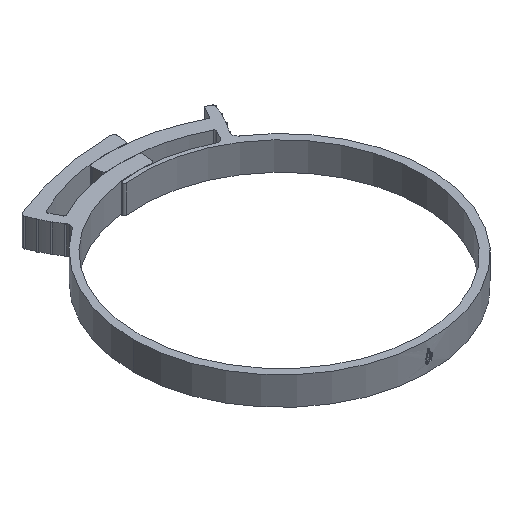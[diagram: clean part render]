
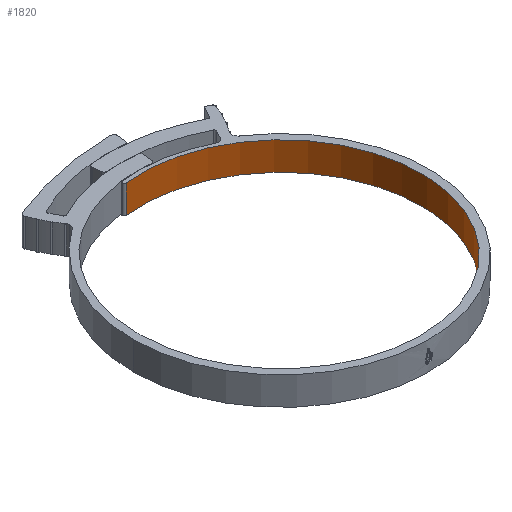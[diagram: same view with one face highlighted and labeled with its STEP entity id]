
A CAD part, isometric view. The second image highlights one B-rep face of the part: STEP entity #1820.
In plain terms, the highlighted cylindrical face has radius 47.3 mm (diameter 94.6 mm), a partial arc.
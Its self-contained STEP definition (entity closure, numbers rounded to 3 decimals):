
#508 = AXIS2_PLACEMENT_3D ( 'NONE', #2660, #1171, #775 ) ;
#519 = VECTOR ( 'NONE', #4893, 1000. ) ;
#775 = DIRECTION ( 'NONE',  ( -1., 0., 0. ) ) ;
#872 = CARTESIAN_POINT ( 'NONE',  ( -5.3, 47.002, 4.75 ) ) ;
#946 = AXIS2_PLACEMENT_3D ( 'NONE', #2273, #3739, #1826 ) ;
#971 = CYLINDRICAL_SURFACE ( 'NONE', #4034, 47.3 ) ;
#1006 = DIRECTION ( 'NONE',  ( 0., 0., -1. ) ) ;
#1171 = DIRECTION ( 'NONE',  ( 0., 0., -1. ) ) ;
#1511 = ORIENTED_EDGE ( 'NONE', *, *, #6104, .T. ) ;
#1820 = ADVANCED_FACE ( 'NONE', ( #4082 ), #971, .F. ) ;
#1826 = DIRECTION ( 'NONE',  ( -1., 0., 0. ) ) ;
#1999 = EDGE_LOOP ( 'NONE', ( #6415, #2712, #5077, #1511 ) ) ;
#2273 = CARTESIAN_POINT ( 'NONE',  ( 0., 0., 4.75 ) ) ;
#2367 = LINE ( 'NONE', #872, #519 ) ;
#2631 = CIRCLE ( 'NONE', #946, 47.3 ) ;
#2660 = CARTESIAN_POINT ( 'NONE',  ( 0., 0., -4.75 ) ) ;
#2679 = CARTESIAN_POINT ( 'NONE',  ( -47.3, 0., 4.75 ) ) ;
#2712 = ORIENTED_EDGE ( 'NONE', *, *, #4566, .F. ) ;
#2767 = CARTESIAN_POINT ( 'NONE',  ( -5.3, 47.002, -4.75 ) ) ;
#3127 = DIRECTION ( 'NONE',  ( -1., 0., 0. ) ) ;
#3149 = CARTESIAN_POINT ( 'NONE',  ( -47.3, 0., 4.75 ) ) ;
#3195 = LINE ( 'NONE', #2679, #4995 ) ;
#3585 = VERTEX_POINT ( 'NONE', #5012 ) ;
#3739 = DIRECTION ( 'NONE',  ( 0., 0., -1. ) ) ;
#4034 = AXIS2_PLACEMENT_3D ( 'NONE', #5043, #4649, #3127 ) ;
#4082 = FACE_OUTER_BOUND ( 'NONE', #1999, .T. ) ;
#4088 = VERTEX_POINT ( 'NONE', #2767 ) ;
#4388 = EDGE_CURVE ( 'NONE', #4088, #3585, #6572, .T. ) ;
#4566 = EDGE_CURVE ( 'NONE', #5040, #3585, #3195, .T. ) ;
#4649 = DIRECTION ( 'NONE',  ( 0., 0., -1. ) ) ;
#4893 = DIRECTION ( 'NONE',  ( 0., 0., -1. ) ) ;
#4924 = CARTESIAN_POINT ( 'NONE',  ( -5.3, 47.002, 4.75 ) ) ;
#4995 = VECTOR ( 'NONE', #1006, 1000. ) ;
#5012 = CARTESIAN_POINT ( 'NONE',  ( -47.3, 0., -4.75 ) ) ;
#5040 = VERTEX_POINT ( 'NONE', #3149 ) ;
#5043 = CARTESIAN_POINT ( 'NONE',  ( 0., 0., 4.75 ) ) ;
#5077 = ORIENTED_EDGE ( 'NONE', *, *, #5727, .F. ) ;
#5218 = VERTEX_POINT ( 'NONE', #4924 ) ;
#5727 = EDGE_CURVE ( 'NONE', #5218, #5040, #2631, .T. ) ;
#6104 = EDGE_CURVE ( 'NONE', #5218, #4088, #2367, .T. ) ;
#6415 = ORIENTED_EDGE ( 'NONE', *, *, #4388, .T. ) ;
#6572 = CIRCLE ( 'NONE', #508, 47.3 ) ;
